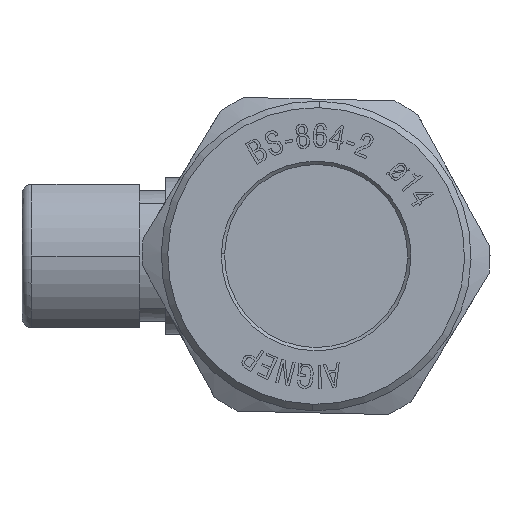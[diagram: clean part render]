
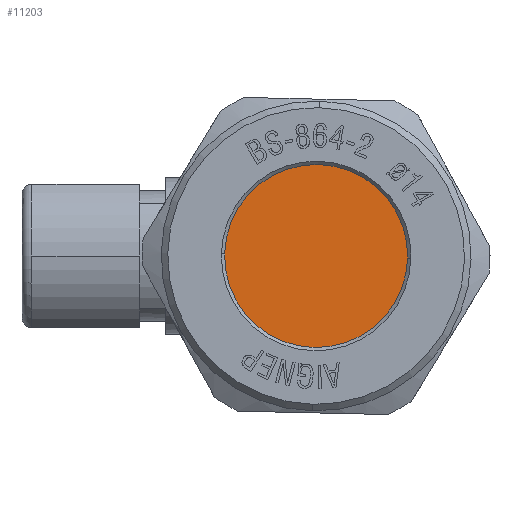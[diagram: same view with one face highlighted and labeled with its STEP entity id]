
A CAD part, left-side view. The second image highlights one B-rep face of the part: STEP entity #11203.
In plain terms, the highlighted planar face has unit normal (-1, 0, 0).
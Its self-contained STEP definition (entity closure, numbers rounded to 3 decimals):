
#3002 = CARTESIAN_POINT ( 'NONE',  ( -25.095, 0., 0. ) ) ;
#3003 = DIRECTION ( 'NONE',  ( 1., 0., 0. ) ) ;
#3004 = DIRECTION ( 'NONE',  ( 0., 0., 1. ) ) ;
#7012 = VERTEX_POINT ( 'NONE', #34028 ) ;
#7013 = VERTEX_POINT ( 'NONE', #34029 ) ;
#11203 = ADVANCED_FACE ( 'NONE', ( #14602 ), #15757, .T. ) ;
#14602 = FACE_OUTER_BOUND ( 'NONE', #32281, .T. ) ;
#15757 = PLANE ( 'NONE',  #54559 ) ;
#15758 = CARTESIAN_POINT ( 'NONE',  ( -25.095, 0., 0. ) ) ;
#15763 = DIRECTION ( 'NONE',  ( -1., 0., 0. ) ) ;
#15764 = DIRECTION ( 'NONE',  ( 0., 0., 1. ) ) ;
#19954 = CIRCLE ( 'NONE', #55363, 7.105 ) ;
#24275 = EDGE_CURVE ( 'NONE', #7013, #7012, #19954, .T. ) ;
#32281 = EDGE_LOOP ( 'NONE', ( #37325, #37327 ) ) ;
#34028 = CARTESIAN_POINT ( 'NONE',  ( -25.095, 7.103, 0.16 ) ) ;
#34029 = CARTESIAN_POINT ( 'NONE',  ( -25.095, -7.103, -0.16 ) ) ;
#37325 = ORIENTED_EDGE ( 'NONE', *, *, #56221, .F. ) ;
#37327 = ORIENTED_EDGE ( 'NONE', *, *, #24275, .F. ) ;
#51115 = CIRCLE ( 'NONE', #55705, 7.105 ) ;
#54486 = CARTESIAN_POINT ( 'NONE',  ( -25.095, 0., 0. ) ) ;
#54487 = DIRECTION ( 'NONE',  ( 1., 0., 0. ) ) ;
#54488 = DIRECTION ( 'NONE',  ( 0., 0., 1. ) ) ;
#54559 = AXIS2_PLACEMENT_3D ( 'NONE', #15758, #15763, #15764 ) ;
#55363 = AXIS2_PLACEMENT_3D ( 'NONE', #3002, #3003, #3004 ) ;
#55705 = AXIS2_PLACEMENT_3D ( 'NONE', #54486, #54487, #54488 ) ;
#56221 = EDGE_CURVE ( 'NONE', #7012, #7013, #51115, .T. ) ;
